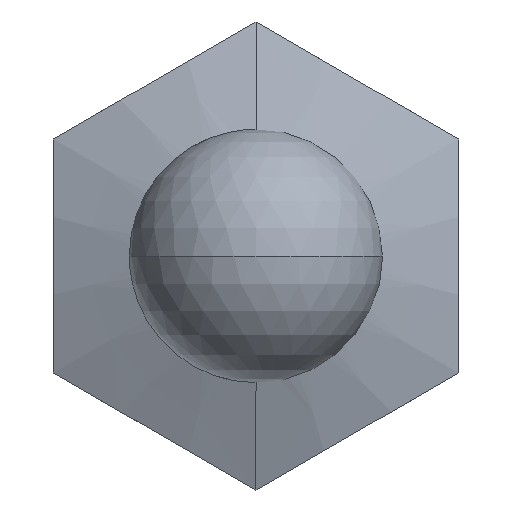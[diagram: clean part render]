
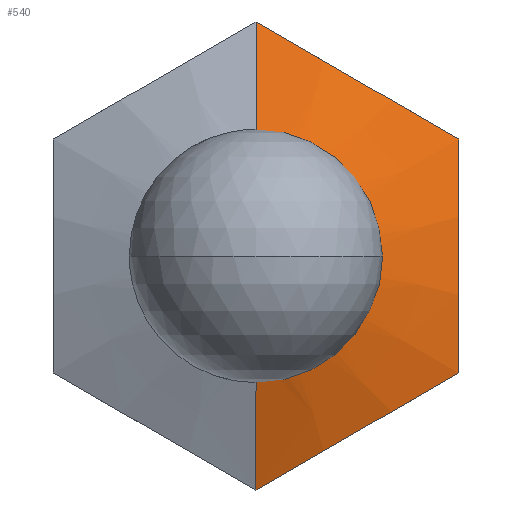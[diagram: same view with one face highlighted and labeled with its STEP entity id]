
A CAD part, front view. The second image highlights one B-rep face of the part: STEP entity #540.
In plain terms, the highlighted conical face has half-angle 70 degrees and reference radius 13.9 mm.
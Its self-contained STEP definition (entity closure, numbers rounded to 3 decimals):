
#35 = CONICAL_SURFACE ( 'NONE', #955, 13.9, 1.222 ) ;
#37 = FACE_OUTER_BOUND ( 'NONE', #192, .T. ) ;
#192 = EDGE_LOOP ( 'NONE', ( #428, #439, #425, #432, #492, #414 ) ) ;
#254 = B_SPLINE_CURVE_WITH_KNOTS ( 'NONE', 3,
 ( #341, #340, #335, #334, #333, #332, #331, #330, #329 ),
 .UNSPECIFIED., .F., .F.,
 ( 4, 2, 1, 2, 4 ),
 ( 0., 0.003, 0.007, 0.01, 0.014 ),
 .UNSPECIFIED. ) ;
#255 = B_SPLINE_CURVE_WITH_KNOTS ( 'NONE', 3,
 ( #380, #372, #358, #355, #354, #353, #351, #350, #349, #348 ),
 .UNSPECIFIED., .F., .F.,
 ( 4, 2, 2, 2, 4 ),
 ( 0.012, 0.015, 0.019, 0.022, 0.026 ),
 .UNSPECIFIED. ) ;
#256 = B_SPLINE_CURVE_WITH_KNOTS ( 'NONE', 3,
 ( #400, #399, #371, #368, #367, #366, #363, #362, #361 ),
 .UNSPECIFIED., .F., .F.,
 ( 4, 2, 1, 2, 4 ),
 ( 0., 0.003, 0.007, 0.01, 0.014 ),
 .UNSPECIFIED. ) ;
#329 = CARTESIAN_POINT ( 'NONE',  ( 0., -7.641, 13.856 ) ) ;
#330 = CARTESIAN_POINT ( 'NONE',  ( 1., -7.851, 13.279 ) ) ;
#331 = CARTESIAN_POINT ( 'NONE',  ( 2., -8.021, 12.702 ) ) ;
#332 = CARTESIAN_POINT ( 'NONE',  ( 4., -8.254, 11.547 ) ) ;
#333 = CARTESIAN_POINT ( 'NONE',  ( 6., -8.378, 10.392 ) ) ;
#334 = CARTESIAN_POINT ( 'NONE',  ( 8., -8.254, 9.238 ) ) ;
#335 = CARTESIAN_POINT ( 'NONE',  ( 10., -8.021, 8.083 ) ) ;
#340 = CARTESIAN_POINT ( 'NONE',  ( 11., -7.851, 7.506 ) ) ;
#341 = CARTESIAN_POINT ( 'NONE',  ( 12., -7.641, 6.928 ) ) ;
#342 = DIRECTION ( 'NONE',  ( 0., 0., 1. ) ) ;
#343 = DIRECTION ( 'NONE',  ( 0., 1., 0. ) ) ;
#344 = CARTESIAN_POINT ( 'NONE',  ( 0., -10.5, 0. ) ) ;
#348 = CARTESIAN_POINT ( 'NONE',  ( 12., -7.641, 6.928 ) ) ;
#349 = CARTESIAN_POINT ( 'NONE',  ( 12., -7.85, 5.778 ) ) ;
#350 = CARTESIAN_POINT ( 'NONE',  ( 12., -8.02, 4.626 ) ) ;
#351 = CARTESIAN_POINT ( 'NONE',  ( 12., -8.254, 2.321 ) ) ;
#353 = CARTESIAN_POINT ( 'NONE',  ( 12., -8.316, 1.167 ) ) ;
#354 = CARTESIAN_POINT ( 'NONE',  ( 12., -8.317, -1.145 ) ) ;
#355 = CARTESIAN_POINT ( 'NONE',  ( 12., -8.255, -2.301 ) ) ;
#358 = CARTESIAN_POINT ( 'NONE',  ( 12., -8.021, -4.618 ) ) ;
#359 = DIRECTION ( 'NONE',  ( 0., 0.342, -0.94 ) ) ;
#360 = CARTESIAN_POINT ( 'NONE',  ( 0., -7.625, -13.9 ) ) ;
#361 = CARTESIAN_POINT ( 'NONE',  ( 12., -7.641, -6.928 ) ) ;
#362 = CARTESIAN_POINT ( 'NONE',  ( 11., -7.851, -7.506 ) ) ;
#363 = CARTESIAN_POINT ( 'NONE',  ( 10., -8.021, -8.083 ) ) ;
#366 = CARTESIAN_POINT ( 'NONE',  ( 8., -8.254, -9.238 ) ) ;
#367 = CARTESIAN_POINT ( 'NONE',  ( 6., -8.378, -10.392 ) ) ;
#368 = CARTESIAN_POINT ( 'NONE',  ( 4., -8.254, -11.547 ) ) ;
#371 = CARTESIAN_POINT ( 'NONE',  ( 2., -8.021, -12.702 ) ) ;
#372 = CARTESIAN_POINT ( 'NONE',  ( 12., -7.85, -5.78 ) ) ;
#380 = CARTESIAN_POINT ( 'NONE',  ( 12., -7.641, -6.928 ) ) ;
#382 = DIRECTION ( 'NONE',  ( 0., 0.342, 0.94 ) ) ;
#387 = CARTESIAN_POINT ( 'NONE',  ( 0., -7.625, 13.9 ) ) ;
#399 = CARTESIAN_POINT ( 'NONE',  ( 1., -7.851, -13.279 ) ) ;
#400 = CARTESIAN_POINT ( 'NONE',  ( 0., -7.641, -13.856 ) ) ;
#414 = ORIENTED_EDGE ( 'NONE', *, *, #1020, .F. ) ;
#425 = ORIENTED_EDGE ( 'NONE', *, *, #1021, .T. ) ;
#428 = ORIENTED_EDGE ( 'NONE', *, *, #1024, .T. ) ;
#432 = ORIENTED_EDGE ( 'NONE', *, *, #1022, .T. ) ;
#439 = ORIENTED_EDGE ( 'NONE', *, *, #1025, .T. ) ;
#446 = LINE ( 'NONE', #360, #464 ) ;
#447 = VECTOR ( 'NONE', #382, 1000. ) ;
#448 = LINE ( 'NONE', #387, #447 ) ;
#458 = CIRCLE ( 'NONE', #892, 6. ) ;
#464 = VECTOR ( 'NONE', #359, 1000. ) ;
#476 = VERTEX_POINT ( 'NONE', #613 ) ;
#477 = VERTEX_POINT ( 'NONE', #786 ) ;
#492 = ORIENTED_EDGE ( 'NONE', *, *, #1027, .T. ) ;
#504 = VERTEX_POINT ( 'NONE', #805 ) ;
#506 = VERTEX_POINT ( 'NONE', #823 ) ;
#509 = VERTEX_POINT ( 'NONE', #714 ) ;
#512 = VERTEX_POINT ( 'NONE', #621 ) ;
#540 = ADVANCED_FACE ( 'NONE', ( #37 ), #35, .T. ) ;
#613 = CARTESIAN_POINT ( 'NONE',  ( 0., -10.5, -6. ) ) ;
#616 = CARTESIAN_POINT ( 'NONE',  ( 0., -7.625, 0. ) ) ;
#619 = DIRECTION ( 'NONE',  ( 0., 0., 1. ) ) ;
#621 = CARTESIAN_POINT ( 'NONE',  ( 0., -7.641, -13.856 ) ) ;
#644 = DIRECTION ( 'NONE',  ( 0., 1., 0. ) ) ;
#714 = CARTESIAN_POINT ( 'NONE',  ( 0., -10.5, 6. ) ) ;
#786 = CARTESIAN_POINT ( 'NONE',  ( 12., -7.641, -6.928 ) ) ;
#805 = CARTESIAN_POINT ( 'NONE',  ( 12., -7.641, 6.928 ) ) ;
#823 = CARTESIAN_POINT ( 'NONE',  ( 0., -7.641, 13.856 ) ) ;
#892 = AXIS2_PLACEMENT_3D ( 'NONE', #344, #343, #342 ) ;
#955 = AXIS2_PLACEMENT_3D ( 'NONE', #616, #644, #619 ) ;
#1020 = EDGE_CURVE ( 'NONE', #509, #506, #448, .T. ) ;
#1021 = EDGE_CURVE ( 'NONE', #512, #477, #256, .T. ) ;
#1022 = EDGE_CURVE ( 'NONE', #477, #504, #255, .T. ) ;
#1024 = EDGE_CURVE ( 'NONE', #509, #476, #458, .T. ) ;
#1025 = EDGE_CURVE ( 'NONE', #476, #512, #446, .T. ) ;
#1027 = EDGE_CURVE ( 'NONE', #504, #506, #254, .T. ) ;
